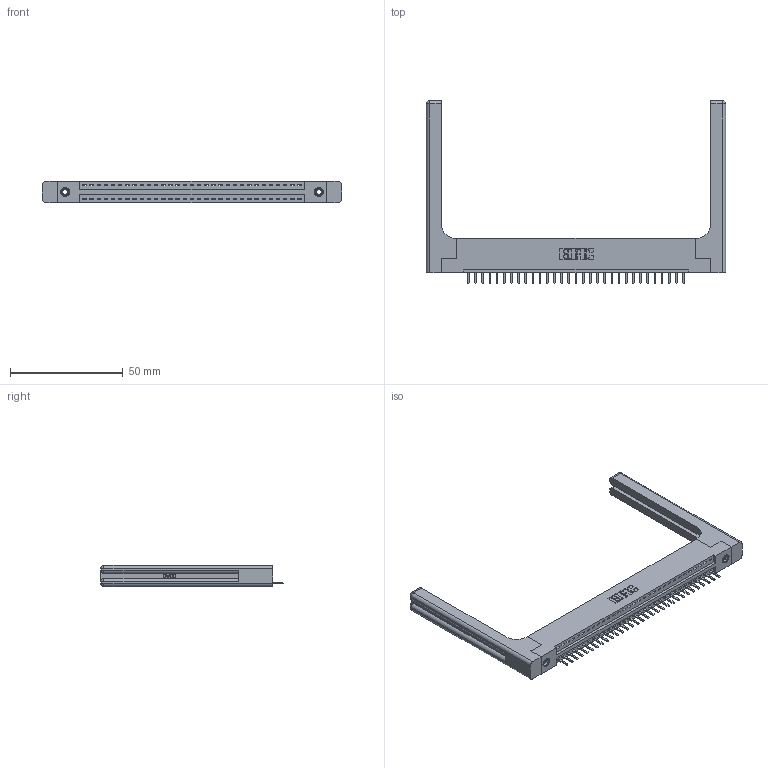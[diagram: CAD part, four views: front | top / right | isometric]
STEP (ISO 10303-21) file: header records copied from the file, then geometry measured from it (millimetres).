
FILE_DESCRIPTION (( 'STEP AP203' ), '1' );
FILE_NAME ('346-031-520-158.STEP', '2022-05-06T16:32:22', ( '' ), ( '' ), 'SwSTEP 2.0', 'SolidWorks 2020', '' );
FILE_SCHEMA (( 'CONFIG_CONTROL_DESIGN' ));
Length unit declared in the file: inch
Products named in the file (5): 345-292-001_345-293-120; 346-220-058_345-220-058; 345-250-001_345-250-001-102; 346 Part_Flush Mounting Lugs - 0.156 Dia-TH; 346-031-520-158
Assembly tree (36 placements, depth 2):
  346-031-520-158
    346 Part_Flush Mounting Lugs - 0.156 Dia-TH
    345-292-001_345-293-120  x31
    345-250-001_345-250-001-102  x2
    346-220-058_345-220-058  x2
Bounding box: 132.49 x 80.98 x 9.4 mm (x, y, z)
Volume: 20017.2 mm3; surface area: 20407.4 mm2
Topology: 36 solids, 36 shells, 2314 faces, 6735 edges, 4386 vertices
Faces by surface type: plane 1540, cylinder 714, bspline 36, cone 12, sphere 8, torus 4
Entity records: 26432 total; most frequent: CARTESIAN_POINT 5528, ORIENTED_EDGE 4276, DIRECTION 3808, EDGE_CURVE 2138, VECTOR 1786, LINE 1786, VERTEX_POINT 1414, AXIS2_PLACEMENT_3D 1011
